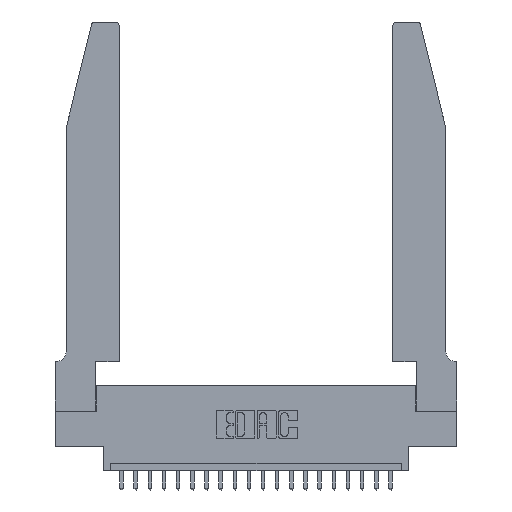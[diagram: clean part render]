
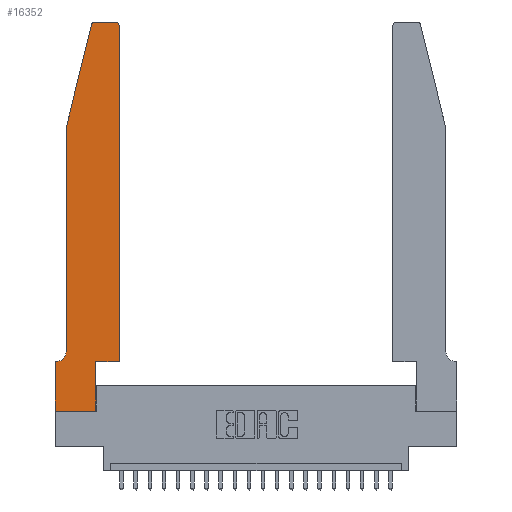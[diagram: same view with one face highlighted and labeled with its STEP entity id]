
A CAD part, top view. The second image highlights one B-rep face of the part: STEP entity #16352.
In plain terms, the highlighted planar face has unit normal (0, 0, 1).
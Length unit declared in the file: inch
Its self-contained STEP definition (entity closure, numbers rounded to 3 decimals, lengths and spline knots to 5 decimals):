
#54 = CARTESIAN_POINT ( 'NONE',  ( 0., 0.35, 0.37 ) ) ;
#1036 = ORIENTED_EDGE ( 'NONE', *, *, #18804, .T. ) ;
#1419 = VECTOR ( 'NONE', #15105, 39.37008 ) ;
#1970 = LINE ( 'NONE', #9704, #1419 ) ;
#2342 = CARTESIAN_POINT ( 'NONE',  ( 0.4505, 0.35, 0.37 ) ) ;
#2385 = CIRCLE ( 'NONE', #4790, 0.07 ) ;
#2977 = LINE ( 'NONE', #6200, #11848 ) ;
#3061 = EDGE_CURVE ( 'NONE', #5366, #13117, #1970, .T. ) ;
#3313 = ORIENTED_EDGE ( 'NONE', *, *, #5276, .T. ) ;
#3485 = CARTESIAN_POINT ( 'NONE',  ( 0.0755, 0.42, 0.37 ) ) ;
#3828 = VERTEX_POINT ( 'NONE', #8169 ) ;
#3837 = CARTESIAN_POINT ( 'NONE',  ( 0.4205, 2.75, 0.37 ) ) ;
#4139 = CARTESIAN_POINT ( 'NONE',  ( 0.4205, 2.72, 0.37 ) ) ;
#4228 = DIRECTION ( 'NONE',  ( 0., 0., 1. ) ) ;
#4506 = DIRECTION ( 'NONE',  ( -1., 0., 0. ) ) ;
#4790 = AXIS2_PLACEMENT_3D ( 'NONE', #10762, #18026, #6267 ) ;
#4837 = VERTEX_POINT ( 'NONE', #9172 ) ;
#4968 = CIRCLE ( 'NONE', #9357, 0.03 ) ;
#5017 = DIRECTION ( 'NONE',  ( 1., 0., 0. ) ) ;
#5040 = DIRECTION ( 'NONE',  ( 1., 0., 0. ) ) ;
#5136 = CARTESIAN_POINT ( 'NONE',  ( 0.0755, 0.35, 0.37 ) ) ;
#5276 = EDGE_CURVE ( 'NONE', #12847, #13152, #4968, .T. ) ;
#5366 = VERTEX_POINT ( 'NONE', #15334 ) ;
#5528 = VECTOR ( 'NONE', #19798, 39.37008 ) ;
#5637 = ORIENTED_EDGE ( 'NONE', *, *, #7956, .T. ) ;
#5676 = EDGE_CURVE ( 'NONE', #8062, #4837, #9976, .T. ) ;
#5754 = AXIS2_PLACEMENT_3D ( 'NONE', #14856, #4228, #9504 ) ;
#5909 = DIRECTION ( 'NONE',  ( 1., 0., 0. ) ) ;
#6110 = CARTESIAN_POINT ( 'NONE',  ( 0.0055, 0.35, 0.37 ) ) ;
#6200 = CARTESIAN_POINT ( 'NONE',  ( 0.2605, 2.75, 0.37 ) ) ;
#6267 = DIRECTION ( 'NONE',  ( -1., 0., 0. ) ) ;
#6274 = VECTOR ( 'NONE', #19337, 39.37008 ) ;
#7281 = CARTESIAN_POINT ( 'NONE',  ( 0., 0., 0.37 ) ) ;
#7402 = DIRECTION ( 'NONE',  ( 0., 1., 0. ) ) ;
#7956 = EDGE_CURVE ( 'NONE', #13152, #20315, #2977, .T. ) ;
#8062 = VERTEX_POINT ( 'NONE', #22394 ) ;
#8169 = CARTESIAN_POINT ( 'NONE',  ( 0.25487, 2.72718, 0.37 ) ) ;
#8276 = EDGE_CURVE ( 'NONE', #13117, #11347, #2385, .T. ) ;
#8287 = CARTESIAN_POINT ( 'NONE',  ( 0.284, 2.72, 0.37 ) ) ;
#8989 = ORIENTED_EDGE ( 'NONE', *, *, #14955, .T. ) ;
#9172 = CARTESIAN_POINT ( 'NONE',  ( 0.2865, 0., 0.37 ) ) ;
#9357 = AXIS2_PLACEMENT_3D ( 'NONE', #4139, #14844, #5909 ) ;
#9504 = DIRECTION ( 'NONE',  ( 1., 0., 0. ) ) ;
#9570 = ORIENTED_EDGE ( 'NONE', *, *, #5676, .T. ) ;
#9704 = CARTESIAN_POINT ( 'NONE',  ( 0.0755, 2., 0.37 ) ) ;
#9976 = LINE ( 'NONE', #22867, #22444 ) ;
#10206 = LINE ( 'NONE', #5136, #6274 ) ;
#10762 = CARTESIAN_POINT ( 'NONE',  ( 0.0055, 0.42, 0.37 ) ) ;
#10931 = EDGE_CURVE ( 'NONE', #3828, #5366, #16958, .T. ) ;
#11055 = ORIENTED_EDGE ( 'NONE', *, *, #13031, .T. ) ;
#11206 = LINE ( 'NONE', #2342, #17827 ) ;
#11328 = PLANE ( 'NONE',  #5754 ) ;
#11347 = VERTEX_POINT ( 'NONE', #6110 ) ;
#11440 = CARTESIAN_POINT ( 'NONE',  ( 0.2865, 0.35, 0.37 ) ) ;
#11810 = EDGE_LOOP ( 'NONE', ( #5637, #8989, #15888, #19305, #12860, #1036, #11816, #9570, #11055, #15866, #20161, #3313 ) ) ;
#11816 = ORIENTED_EDGE ( 'NONE', *, *, #15857, .T. ) ;
#11848 = VECTOR ( 'NONE', #4506, 39.37008 ) ;
#12265 = VECTOR ( 'NONE', #22510, 39.37008 ) ;
#12564 = CARTESIAN_POINT ( 'NONE',  ( 0.4505, 0.35, 0.37 ) ) ;
#12847 = VERTEX_POINT ( 'NONE', #15119 ) ;
#12860 = ORIENTED_EDGE ( 'NONE', *, *, #8276, .T. ) ;
#12984 = VERTEX_POINT ( 'NONE', #22369 ) ;
#13031 = EDGE_CURVE ( 'NONE', #4837, #18680, #21716, .T. ) ;
#13117 = VERTEX_POINT ( 'NONE', #3485 ) ;
#13152 = VERTEX_POINT ( 'NONE', #3837 ) ;
#13266 = DIRECTION ( 'NONE',  ( 0., 1., 0. ) ) ;
#13746 = EDGE_CURVE ( 'NONE', #18680, #12984, #11206, .T. ) ;
#13752 = CARTESIAN_POINT ( 'NONE',  ( 0.0755, 2., 0.37 ) ) ;
#13970 = VECTOR ( 'NONE', #13266, 39.37008 ) ;
#14844 = DIRECTION ( 'NONE',  ( 0., 0., 1. ) ) ;
#14856 = CARTESIAN_POINT ( 'NONE',  ( 0., 0.35, 0.37 ) ) ;
#14955 = EDGE_CURVE ( 'NONE', #20315, #3828, #20535, .T. ) ;
#15105 = DIRECTION ( 'NONE',  ( 0., -1., 0. ) ) ;
#15119 = CARTESIAN_POINT ( 'NONE',  ( 0.4505, 2.72, 0.37 ) ) ;
#15334 = CARTESIAN_POINT ( 'NONE',  ( 0.0755, 2., 0.37 ) ) ;
#15857 = EDGE_CURVE ( 'NONE', #22502, #8062, #18871, .T. ) ;
#15866 = ORIENTED_EDGE ( 'NONE', *, *, #13746, .T. ) ;
#15888 = ORIENTED_EDGE ( 'NONE', *, *, #10931, .T. ) ;
#16352 = ADVANCED_FACE ( 'NONE', ( #19388 ), #11328, .T. ) ;
#16529 = CARTESIAN_POINT ( 'NONE',  ( 0.2865, 0.35, 0.37 ) ) ;
#16958 = LINE ( 'NONE', #13752, #12265 ) ;
#17827 = VECTOR ( 'NONE', #18007, 39.37008 ) ;
#18007 = DIRECTION ( 'NONE',  ( 1., 0., 0. ) ) ;
#18026 = DIRECTION ( 'NONE',  ( 0., 0., -1. ) ) ;
#18680 = VERTEX_POINT ( 'NONE', #16529 ) ;
#18804 = EDGE_CURVE ( 'NONE', #11347, #22502, #10206, .T. ) ;
#18871 = LINE ( 'NONE', #7281, #5528 ) ;
#19259 = VECTOR ( 'NONE', #7402, 39.37008 ) ;
#19305 = ORIENTED_EDGE ( 'NONE', *, *, #3061, .T. ) ;
#19337 = DIRECTION ( 'NONE',  ( -1., 0., 0. ) ) ;
#19388 = FACE_OUTER_BOUND ( 'NONE', #11810, .T. ) ;
#19798 = DIRECTION ( 'NONE',  ( 0., -1., 0. ) ) ;
#20161 = ORIENTED_EDGE ( 'NONE', *, *, #20860, .T. ) ;
#20315 = VERTEX_POINT ( 'NONE', #21361 ) ;
#20535 = CIRCLE ( 'NONE', #21301, 0.03 ) ;
#20704 = DIRECTION ( 'NONE',  ( 0., 0., 1. ) ) ;
#20860 = EDGE_CURVE ( 'NONE', #12984, #12847, #20900, .T. ) ;
#20900 = LINE ( 'NONE', #12564, #19259 ) ;
#21301 = AXIS2_PLACEMENT_3D ( 'NONE', #8287, #20704, #5040 ) ;
#21361 = CARTESIAN_POINT ( 'NONE',  ( 0.284, 2.75, 0.37 ) ) ;
#21716 = LINE ( 'NONE', #11440, #13970 ) ;
#22369 = CARTESIAN_POINT ( 'NONE',  ( 0.4505, 0.35, 0.37 ) ) ;
#22394 = CARTESIAN_POINT ( 'NONE',  ( 0., 0., 0.37 ) ) ;
#22444 = VECTOR ( 'NONE', #5017, 39.37008 ) ;
#22502 = VERTEX_POINT ( 'NONE', #54 ) ;
#22510 = DIRECTION ( 'NONE',  ( -0.239, -0.971, 0. ) ) ;
#22867 = CARTESIAN_POINT ( 'NONE',  ( 0., 0., 0.37 ) ) ;
